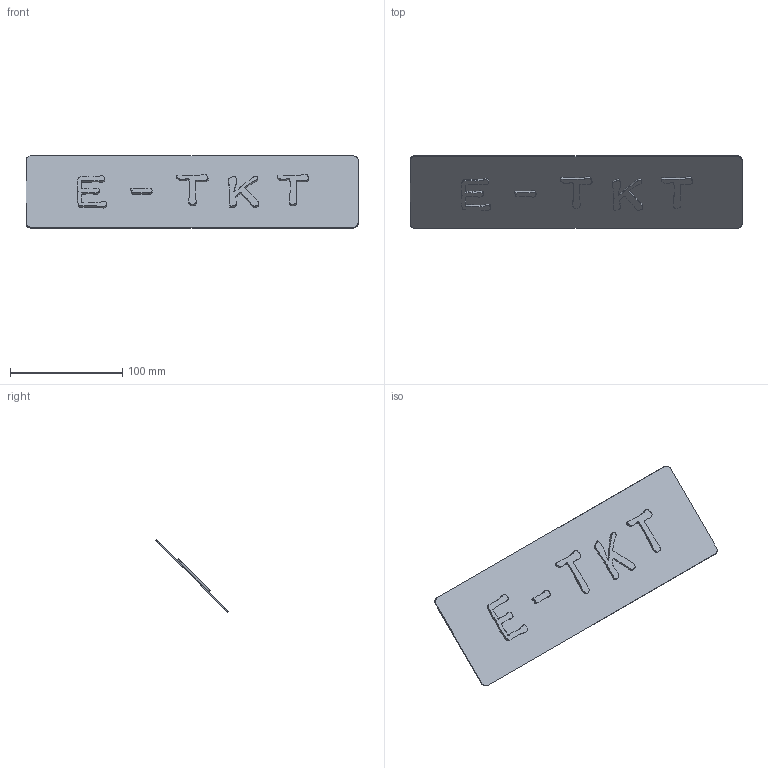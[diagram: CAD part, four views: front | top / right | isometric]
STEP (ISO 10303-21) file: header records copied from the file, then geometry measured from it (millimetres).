
FILE_DESCRIPTION(/* description */ (''),/* implementation_level */ '2;1');
FILE_NAME(/* name */ 'E-TKT_025-logo_E-TKT',/* time_stamp */ '2023-04-19T19:28:26-03:00',/* author */ (''),/* organization */ (''),/* preprocessor_version */ 'ST-DEVELOPER v16.5',/* originating_system */ '',/* authorisation */ '');
FILE_SCHEMA (('AUTOMOTIVE_DESIGN'));
Length unit declared in the file: centimetre
Products named in the file (1): Document
Bounding box: 295.15 x 64.35 x 64.35 mm (x, y, z)
Volume: 26541.9 mm3; surface area: 56786.4 mm2
Topology: 1 solids, 205 shells, 219 faces, 1218 edges, 1210 vertices
Faces by surface type: bspline 203, plane 16
Entity records: 16453 total; most frequent: CARTESIAN_POINT 8177, ORIENTED_EDGE 1441, EDGE_CURVE 1218, B_SPLINE_CURVE_WITH_KNOTS 1210, VERTEX_POINT 1210, EDGE_LOOP 224, ADVANCED_FACE 219, FACE_OUTER_BOUND 219
